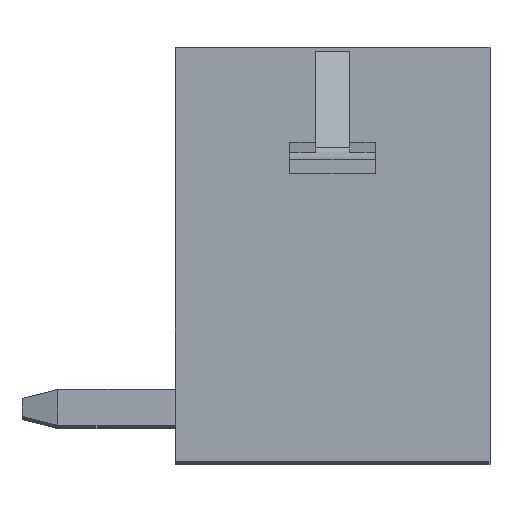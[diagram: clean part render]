
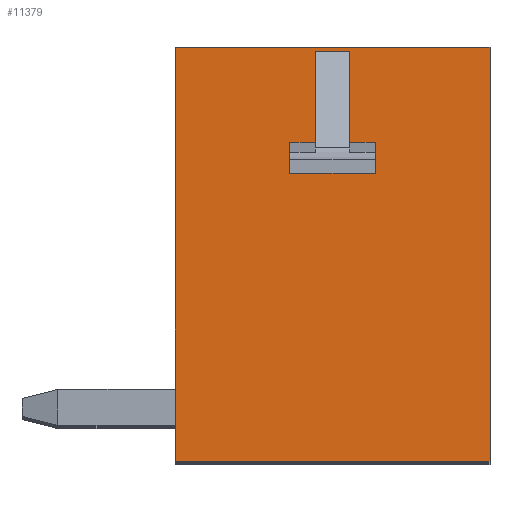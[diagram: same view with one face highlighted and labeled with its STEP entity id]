
A CAD part, top view. The second image highlights one B-rep face of the part: STEP entity #11379.
In plain terms, the highlighted planar face has unit normal (0, 0, 1).
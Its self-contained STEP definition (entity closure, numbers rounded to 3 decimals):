
#1874=DIRECTION('',(1.,0.,0.));
#1875=VECTOR('',#1874,7.);
#1876=CARTESIAN_POINT('',(-3.6,-3.853,0.));
#1877=LINE('',#1876,#1875);
#1878=DIRECTION('',(0.,-1.,0.));
#1879=VECTOR('',#1878,9.2);
#1880=CARTESIAN_POINT('',(-3.6,5.347,0.));
#1881=LINE('',#1880,#1879);
#1882=DIRECTION('',(-1.,0.,0.));
#1883=VECTOR('',#1882,7.);
#1884=CARTESIAN_POINT('',(3.4,5.347,0.));
#1885=LINE('',#1884,#1883);
#1886=DIRECTION('',(0.,1.,0.));
#1887=VECTOR('',#1886,9.2);
#1888=CARTESIAN_POINT('',(3.4,-3.853,0.));
#1889=LINE('',#1888,#1887);
#1890=DIRECTION('',(0.,1.,0.));
#1891=VECTOR('',#1890,0.495);
#1892=CARTESIAN_POINT('',(0.85,2.747,0.));
#1893=LINE('',#1892,#1891);
#1894=DIRECTION('',(-1.,0.,0.));
#1895=VECTOR('',#1894,0.76);
#1896=CARTESIAN_POINT('',(0.28,5.244,0.));
#1897=LINE('',#1896,#1895);
#1898=DIRECTION('',(1.,0.,0.));
#1899=VECTOR('',#1898,0.57);
#1900=CARTESIAN_POINT('',(-1.05,3.242,0.));
#1901=LINE('',#1900,#1899);
#1902=DIRECTION('',(0.,1.,0.));
#1903=VECTOR('',#1902,0.495);
#1904=CARTESIAN_POINT('',(-1.05,2.747,0.));
#1905=LINE('',#1904,#1903);
#1906=DIRECTION('',(-1.,0.,0.));
#1907=VECTOR('',#1906,1.9);
#1908=CARTESIAN_POINT('',(0.85,2.747,0.));
#1909=LINE('',#1908,#1907);
#1931=DIRECTION('',(-1.,0.,0.));
#1932=VECTOR('',#1931,0.57);
#1933=CARTESIAN_POINT('',(0.85,3.242,0.));
#1934=LINE('',#1933,#1932);
#1935=DIRECTION('',(0.,-1.,0.));
#1936=VECTOR('',#1935,2.002);
#1937=CARTESIAN_POINT('',(0.28,5.244,0.));
#1938=LINE('',#1937,#1936);
#2002=DIRECTION('',(0.,1.,0.));
#2003=VECTOR('',#2002,2.002);
#2004=CARTESIAN_POINT('',(-0.48,3.242,0.));
#2005=LINE('',#2004,#2003);
#7497=CARTESIAN_POINT('',(-3.6,-3.853,0.));
#7498=CARTESIAN_POINT('',(3.4,-3.853,0.));
#7499=VERTEX_POINT('',#7497);
#7500=VERTEX_POINT('',#7498);
#7501=CARTESIAN_POINT('',(3.4,5.347,0.));
#7502=VERTEX_POINT('',#7501);
#7503=CARTESIAN_POINT('',(-3.6,5.347,0.));
#7504=VERTEX_POINT('',#7503);
#8460=CARTESIAN_POINT('',(0.85,2.747,0.));
#8461=VERTEX_POINT('',#8460);
#8462=CARTESIAN_POINT('',(-1.05,2.747,0.));
#8463=VERTEX_POINT('',#8462);
#8465=CARTESIAN_POINT('',(-0.48,3.242,0.));
#8467=VERTEX_POINT('',#8465);
#8468=CARTESIAN_POINT('',(-0.48,5.244,0.));
#8469=VERTEX_POINT('',#8468);
#8470=CARTESIAN_POINT('',(-1.05,3.242,0.));
#8471=VERTEX_POINT('',#8470);
#8476=CARTESIAN_POINT('',(0.28,5.244,0.));
#8477=CARTESIAN_POINT('',(0.28,3.242,0.));
#8478=VERTEX_POINT('',#8476);
#8479=VERTEX_POINT('',#8477);
#8482=CARTESIAN_POINT('',(0.85,3.242,0.));
#8483=VERTEX_POINT('',#8482);
#11350=CARTESIAN_POINT('',(0.,0.,0.));
#11351=DIRECTION('',(0.,0.,1.));
#11352=DIRECTION('',(1.,0.,0.));
#11353=AXIS2_PLACEMENT_3D('',#11350,#11351,#11352);
#11354=PLANE('',#11353);
#11355=ORIENTED_EDGE('',*,*,#10963,.F.);
#11356=ORIENTED_EDGE('',*,*,#10710,.F.);
#11357=ORIENTED_EDGE('',*,*,#10035,.F.);
#11358=ORIENTED_EDGE('',*,*,#11061,.F.);
#11359=EDGE_LOOP('',(#11355,#11356,#11357,#11358));
#11360=FACE_OUTER_BOUND('',#11359,.F.);
#11362=ORIENTED_EDGE('',*,*,#11361,.T.);
#11364=ORIENTED_EDGE('',*,*,#11363,.T.);
#11366=ORIENTED_EDGE('',*,*,#11365,.F.);
#11368=ORIENTED_EDGE('',*,*,#11367,.T.);
#11370=ORIENTED_EDGE('',*,*,#11369,.F.);
#11372=ORIENTED_EDGE('',*,*,#11371,.F.);
#11374=ORIENTED_EDGE('',*,*,#11373,.F.);
#11376=ORIENTED_EDGE('',*,*,#11375,.F.);
#11377=EDGE_LOOP('',(#11362,#11364,#11366,#11368,#11370,#11372,#11374,#11376));
#11378=FACE_BOUND('',#11377,.F.);
#10035=EDGE_CURVE('',#7502,#7504,#1885,.T.);
#10710=EDGE_CURVE('',#7504,#7499,#1881,.T.);
#10963=EDGE_CURVE('',#7499,#7500,#1877,.T.);
#11061=EDGE_CURVE('',#7500,#7502,#1889,.T.);
#11361=EDGE_CURVE('',#8461,#8483,#1893,.T.);
#11363=EDGE_CURVE('',#8483,#8479,#1934,.T.);
#11365=EDGE_CURVE('',#8478,#8479,#1938,.T.);
#11367=EDGE_CURVE('',#8478,#8469,#1897,.T.);
#11369=EDGE_CURVE('',#8467,#8469,#2005,.T.);
#11371=EDGE_CURVE('',#8471,#8467,#1901,.T.);
#11373=EDGE_CURVE('',#8463,#8471,#1905,.T.);
#11375=EDGE_CURVE('',#8461,#8463,#1909,.T.);
#11379=ADVANCED_FACE('',(#11360,#11378),#11354,.T.);
